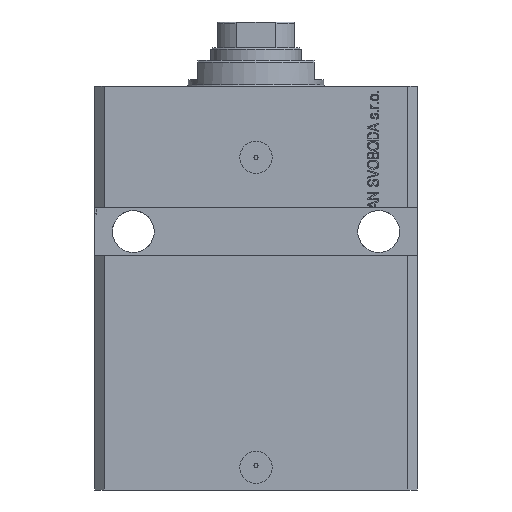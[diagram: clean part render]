
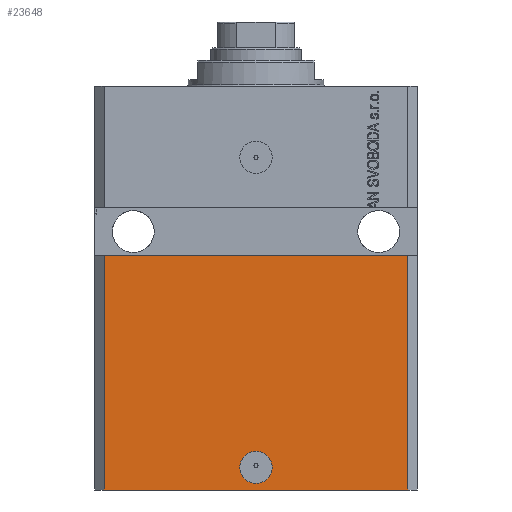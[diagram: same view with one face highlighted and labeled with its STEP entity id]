
A CAD part, front view. The second image highlights one B-rep face of the part: STEP entity #23648.
In plain terms, the highlighted planar face has unit normal (0, -1, 0).
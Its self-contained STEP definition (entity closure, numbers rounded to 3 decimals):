
#2830 = ORIENTED_EDGE ( 'NONE', *, *, #7895, .F. ) ;
#3292 = ORIENTED_EDGE ( 'NONE', *, *, #38262, .F. ) ;
#3665 = EDGE_CURVE ( 'NONE', #26998, #32709, #19572, .T. ) ;
#4472 = EDGE_CURVE ( 'NONE', #18205, #12914, #31117, .T. ) ;
#7397 = DIRECTION ( 'NONE',  ( 0., -1., 0. ) ) ;
#7871 = ORIENTED_EDGE ( 'NONE', *, *, #44017, .F. ) ;
#7895 = EDGE_CURVE ( 'NONE', #12914, #18205, #12113, .T. ) ;
#8245 = CARTESIAN_POINT ( 'NONE',  ( -47., -37.5, -125. ) ) ;
#10603 = LINE ( 'NONE', #41858, #29520 ) ;
#10825 = DIRECTION ( 'NONE',  ( 1., 0., 0. ) ) ;
#12113 = CIRCLE ( 'NONE', #38533, 5. ) ;
#12147 = PLANE ( 'NONE',  #41802 ) ;
#12513 = ORIENTED_EDGE ( 'NONE', *, *, #3665, .T. ) ;
#12914 = VERTEX_POINT ( 'NONE', #18249 ) ;
#13957 = ORIENTED_EDGE ( 'NONE', *, *, #18136, .T. ) ;
#16812 = EDGE_LOOP ( 'NONE', ( #33741, #2830 ) ) ;
#18136 = EDGE_CURVE ( 'NONE', #32709, #30314, #23744, .T. ) ;
#18205 = VERTEX_POINT ( 'NONE', #28311 ) ;
#18249 = CARTESIAN_POINT ( 'NONE',  ( -5., -37.5, -118. ) ) ;
#19572 = LINE ( 'NONE', #31031, #31090 ) ;
#20153 = CARTESIAN_POINT ( 'NONE',  ( 47., -37.5, -125. ) ) ;
#21205 = CARTESIAN_POINT ( 'NONE',  ( 0., -37.5, -118. ) ) ;
#23648 = ADVANCED_FACE ( 'NONE', ( #43636, #36287 ), #12147, .T. ) ;
#23744 = LINE ( 'NONE', #23977, #35084 ) ;
#23763 = DIRECTION ( 'NONE',  ( 0., -1., 0. ) ) ;
#23977 = CARTESIAN_POINT ( 'NONE',  ( 47., -37.5, -125. ) ) ;
#24437 = DIRECTION ( 'NONE',  ( 1., 0., 0. ) ) ;
#25337 = DIRECTION ( 'NONE',  ( 1., 0., 0. ) ) ;
#26998 = VERTEX_POINT ( 'NONE', #34718 ) ;
#27182 = DIRECTION ( 'NONE',  ( 0., 0., 1. ) ) ;
#27359 = DIRECTION ( 'NONE',  ( 1., 0., 0. ) ) ;
#28165 = AXIS2_PLACEMENT_3D ( 'NONE', #21205, #23763, #24437 ) ;
#28311 = CARTESIAN_POINT ( 'NONE',  ( 5., -37.5, -118. ) ) ;
#28939 = VECTOR ( 'NONE', #39897, 1000. ) ;
#29319 = LINE ( 'NONE', #35545, #28939 ) ;
#29520 = VECTOR ( 'NONE', #10825, 1000. ) ;
#30034 = CARTESIAN_POINT ( 'NONE',  ( -47., -37.5, -52.5 ) ) ;
#30314 = VERTEX_POINT ( 'NONE', #41862 ) ;
#31031 = CARTESIAN_POINT ( 'NONE',  ( -47., -37.5, -125. ) ) ;
#31090 = VECTOR ( 'NONE', #27359, 1000. ) ;
#31117 = CIRCLE ( 'NONE', #28165, 5. ) ;
#32233 = CARTESIAN_POINT ( 'NONE',  ( 0., -37.5, -118. ) ) ;
#32663 = VERTEX_POINT ( 'NONE', #30034 ) ;
#32709 = VERTEX_POINT ( 'NONE', #20153 ) ;
#33741 = ORIENTED_EDGE ( 'NONE', *, *, #4472, .F. ) ;
#34718 = CARTESIAN_POINT ( 'NONE',  ( -47., -37.5, -125. ) ) ;
#35084 = VECTOR ( 'NONE', #27182, 1000. ) ;
#35545 = CARTESIAN_POINT ( 'NONE',  ( -47., -37.5, -125. ) ) ;
#36287 = FACE_OUTER_BOUND ( 'NONE', #39141, .T. ) ;
#38262 = EDGE_CURVE ( 'NONE', #26998, #32663, #29319, .T. ) ;
#38533 = AXIS2_PLACEMENT_3D ( 'NONE', #32233, #7397, #25337 ) ;
#39141 = EDGE_LOOP ( 'NONE', ( #7871, #3292, #12513, #13957 ) ) ;
#39897 = DIRECTION ( 'NONE',  ( 0., 0., 1. ) ) ;
#41802 = AXIS2_PLACEMENT_3D ( 'NONE', #8245, #43859, #43176 ) ;
#41858 = CARTESIAN_POINT ( 'NONE',  ( -50., -37.5, -52.5 ) ) ;
#41862 = CARTESIAN_POINT ( 'NONE',  ( 47., -37.5, -52.5 ) ) ;
#43176 = DIRECTION ( 'NONE',  ( 1., 0., 0. ) ) ;
#43636 = FACE_BOUND ( 'NONE', #16812, .T. ) ;
#43859 = DIRECTION ( 'NONE',  ( 0., -1., 0. ) ) ;
#44017 = EDGE_CURVE ( 'NONE', #32663, #30314, #10603, .T. ) ;
